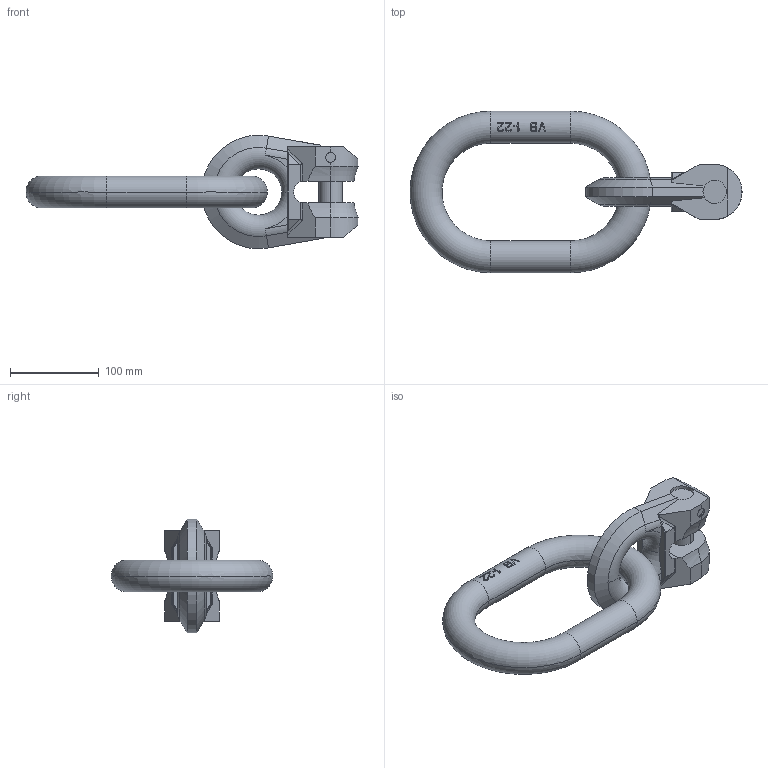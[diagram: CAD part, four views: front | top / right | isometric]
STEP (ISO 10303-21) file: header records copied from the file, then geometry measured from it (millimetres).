
FILE_DESCRIPTION((''),'2;1');
FILE_NAME('4VB1-22','2005-01-19T',('jakubetz'),(''),'PRO/ENGINEER BY PARAMETRIC TECHNOLOGY CORPORATION, 2001400','PRO/ENGINEER BY PARAMETRIC TECHNOLOGY CORPORATION, 2001400','');
FILE_SCHEMA(('CONFIG_CONTROL_DESIGN'));
Length unit declared in the file: millimetre
Products named in the file (1): 4VB1-22
Bounding box: 374 x 182 x 128 mm (x, y, z)
Volume: 1167307.6 mm3; surface area: 129812.2 mm2
Topology: 2 solids, 2 shells, 236 faces, 626 edges, 398 vertices
Faces by surface type: plane 160, cylinder 50, bspline 12, torus 8, sphere 4, cone 2
Entity records: 7686 total; most frequent: CARTESIAN_POINT 2035, ORIENTED_EDGE 1252, DIRECTION 1040, EDGE_CURVE 626, VERTEX_POINT 398, VECTOR 378, LINE 378, AXIS2_PLACEMENT_3D 331
